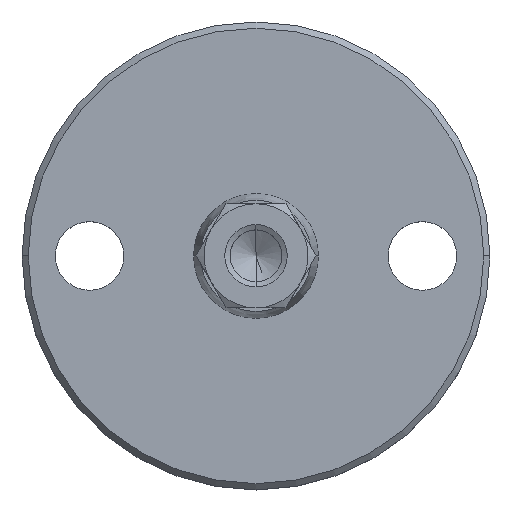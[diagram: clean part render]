
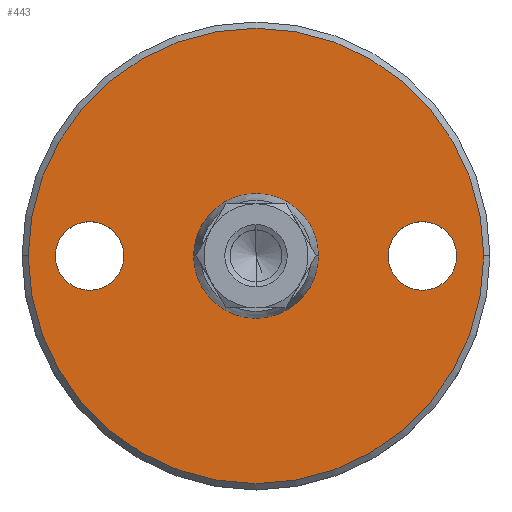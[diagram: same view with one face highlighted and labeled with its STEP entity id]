
A CAD part, top view. The second image highlights one B-rep face of the part: STEP entity #443.
In plain terms, the highlighted planar face has unit normal (0, 0, 1).
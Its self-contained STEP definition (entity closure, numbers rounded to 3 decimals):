
#257=EDGE_CURVE('',#295,#469,#677,.T.);
#265=VERTEX_POINT('',#686);
#295=VERTEX_POINT('',#724);
#337=EDGE_CURVE('',#469,#295,#772,.T.);
#345=VERTEX_POINT('',#780);
#369=EDGE_CURVE('',#493,#431,#810,.T.);
#413=EDGE_CURVE('',#471,#421,#857,.T.);
#421=VERTEX_POINT('',#865);
#431=VERTEX_POINT('',#875);
#443=ADVANCED_FACE('',(#887,#888,#889,#890),#891,.T.);
#469=VERTEX_POINT('',#921);
#471=VERTEX_POINT('',#923);
#493=VERTEX_POINT('',#948);
#555=EDGE_CURVE('',#421,#471,#1017,.T.);
#567=EDGE_CURVE('',#431,#493,#1030,.T.);
#601=EDGE_CURVE('',#345,#265,#1066,.T.);
#621=EDGE_CURVE('',#265,#345,#1088,.T.);
#677=CIRCLE('',#1145,6.0);
#686=CARTESIAN_POINT('',(19.3,0.,6.5));
#724=CARTESIAN_POINT('',(6.,0.,6.5));
#772=CIRCLE('',#1332,6.0);
#780=CARTESIAN_POINT('',(12.7,0.0,6.5));
#810=CIRCLE('',#1379,3.3);
#857=CIRCLE('',#1457,21.9);
#865=CARTESIAN_POINT('',(-21.9,0.,6.5));
#875=CARTESIAN_POINT('',(-19.3,0.0,6.5));
#887=FACE_BOUND('',#1505,.T.);
#888=FACE_BOUND('',#1506,.T.);
#889=FACE_BOUND('',#1507,.T.);
#890=FACE_OUTER_BOUND('',#1508,.T.);
#891=PLANE('',#1509);
#921=CARTESIAN_POINT('',(-6.,0.,6.5));
#923=CARTESIAN_POINT('',(21.9,0.,6.5));
#948=CARTESIAN_POINT('',(-12.7,0.,6.5));
#1017=CIRCLE('',#1732,21.9);
#1030=CIRCLE('',#1751,3.3);
#1066=CIRCLE('',#1834,3.3);
#1088=CIRCLE('',#1879,3.3);
#1145=AXIS2_PLACEMENT_3D('',#1933,#1934,#1935);
#1332=AXIS2_PLACEMENT_3D('',#2047,#2048,#2049);
#1379=AXIS2_PLACEMENT_3D('',#2111,#2112,#2113);
#1457=AXIS2_PLACEMENT_3D('',#2154,#2155,#2156);
#1505=EDGE_LOOP('',(#2177,#2178));
#1506=EDGE_LOOP('',(#2179,#2180));
#1507=EDGE_LOOP('',(#2181,#2182));
#1508=EDGE_LOOP('',(#2183,#2184));
#1509=AXIS2_PLACEMENT_3D('',#2185,#2186,#2187);
#1732=AXIS2_PLACEMENT_3D('',#2333,#2334,#2335);
#1751=AXIS2_PLACEMENT_3D('',#2349,#2350,#2351);
#1834=AXIS2_PLACEMENT_3D('',#2380,#2381,#2382);
#1879=AXIS2_PLACEMENT_3D('',#2403,#2404,#2405);
#1933=CARTESIAN_POINT('',(0.,0.,6.5));
#1934=DIRECTION('',(0.,0.,1.0));
#1935=DIRECTION('',(-1.0,0.,0.));
#2047=CARTESIAN_POINT('',(0.,0.,6.5));
#2048=DIRECTION('',(0.,0.,1.0));
#2049=DIRECTION('',(-1.0,0.,0.));
#2111=CARTESIAN_POINT('',(-16.0,0.,6.5));
#2112=DIRECTION('',(0.,0.,-1.0));
#2113=DIRECTION('',(1.0,0.,0.));
#2154=CARTESIAN_POINT('',(0.,0.,6.5));
#2155=DIRECTION('',(0.,0.,1.0));
#2156=DIRECTION('',(-1.0,0.,0.));
#2177=ORIENTED_EDGE('',*,*,#601,.T.);
#2178=ORIENTED_EDGE('',*,*,#621,.T.);
#2179=ORIENTED_EDGE('',*,*,#567,.T.);
#2180=ORIENTED_EDGE('',*,*,#369,.T.);
#2181=ORIENTED_EDGE('',*,*,#337,.F.);
#2182=ORIENTED_EDGE('',*,*,#257,.F.);
#2183=ORIENTED_EDGE('',*,*,#555,.T.);
#2184=ORIENTED_EDGE('',*,*,#413,.T.);
#2185=CARTESIAN_POINT('',(-13.95,0.,6.5));
#2186=DIRECTION('',(0.,0.,1.0));
#2187=DIRECTION('',(-1.0,0.,0.0));
#2333=CARTESIAN_POINT('',(0.,0.,6.5));
#2334=DIRECTION('',(0.,0.,1.0));
#2335=DIRECTION('',(-1.0,0.,0.));
#2349=CARTESIAN_POINT('',(-16.0,0.,6.5));
#2350=DIRECTION('',(0.,0.,-1.0));
#2351=DIRECTION('',(1.0,0.,0.));
#2380=CARTESIAN_POINT('',(16.0,0.,6.5));
#2381=DIRECTION('',(0.,0.,-1.0));
#2382=DIRECTION('',(1.0,0.,0.));
#2403=CARTESIAN_POINT('',(16.0,0.,6.5));
#2404=DIRECTION('',(0.,0.,-1.0));
#2405=DIRECTION('',(1.0,0.,0.));
